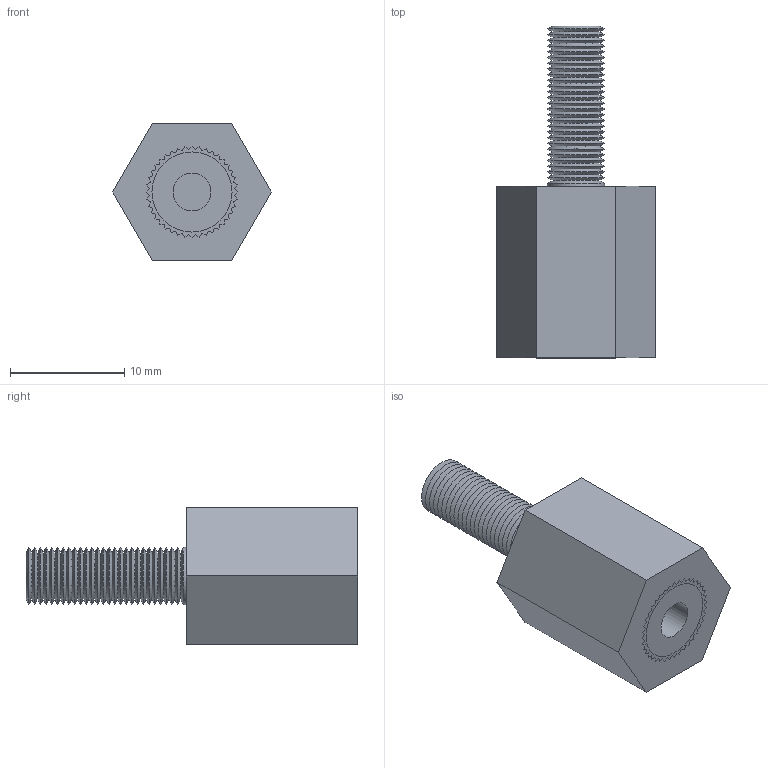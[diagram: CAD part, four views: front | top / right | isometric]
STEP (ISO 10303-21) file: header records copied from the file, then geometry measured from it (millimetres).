
FILE_DESCRIPTION(/* description */ (''),/* implementation_level */ '2;1');
FILE_NAME(/* name */ '3M515H.step',/* time_stamp */ '2023-01-09T16:41:16Z',/* author */ (''),/* organization */ (''),/* preprocessor_version */ 'ST-DEVELOPER v19.2',/* originating_system */ 'Autodesk Translation Framework v11.17.0.187',/* authorisation */ '');
FILE_SCHEMA (('AUTOMOTIVE_DESIGN { 1 0 10303 214 3 1 1 }'));
Length unit declared in the file: millimetre
Products named in the file (4): 3M515H; 3M Moulding_3M515H; Terminal Stud_M5-14s; Female Insert_M4-008B
Assembly tree (3 placements, depth 2):
  3M515H
    3M Moulding_3M515H
    Terminal Stud_M5-14s
    Female Insert_M4-008B
Bounding box: 13.86 x 29 x 12 mm (x, y, z)
Volume: 2057.5 mm3; surface area: 2316.8 mm2
Topology: 3 solids, 3 shells, 162 faces, 448 edges, 298 vertices
Faces by surface type: plane 98, cone 56, cylinder 8
Full cylindrical faces by diameter (mm): 3.3 x1, 5 x1, 7 x2, 7.5 x2, 11 x2
Entity records: 5314 total; most frequent: CARTESIAN_POINT 914, DIRECTION 910, ORIENTED_EDGE 894, EDGE_CURVE 447, LINE 322, VECTOR 322, VERTEX_POINT 298, AXIS2_PLACEMENT_3D 294
